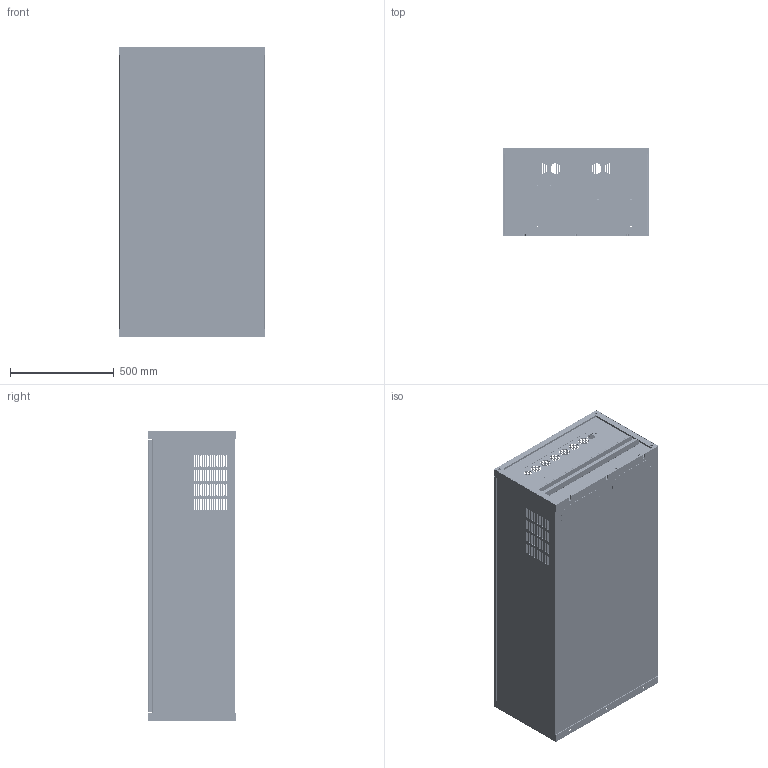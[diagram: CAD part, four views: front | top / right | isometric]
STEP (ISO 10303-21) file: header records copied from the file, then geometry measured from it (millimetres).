
FILE_DESCRIPTION (( 'STEP AP203' ), '1' );
FILE_NAME ('740_315 曷騙语痤耱栩黖1.STEP', '2023-07-21T10:03:04', ( '' ), ( '' ), 'SwSTEP 2.0', 'SolidWorks 2022', '' );
FILE_SCHEMA (( 'CONFIG_CONTROL_DESIGN' ));
Length unit declared in the file: millimetre
Products named in the file (1): 740_315 кВт_Упростить_1
Bounding box: 700 x 424 x 1400 mm (x, y, z)
Volume: 8714869.6 mm3; surface area: 9515430.9 mm2
Topology: 2 solids, 2 shells, 4433 faces, 12649 edges, 8290 vertices
Faces by surface type: cylinder 3532, plane 887, cone 10, bspline 4
Entity records: 154841 total; most frequent: DIRECTION 28563, CARTESIAN_POINT 25766, ORIENTED_EDGE 25298, EDGE_CURVE 12649, AXIS2_PLACEMENT_3D 11512, VERTEX_POINT 8290, EDGE_LOOP 7823, CIRCLE 7082
